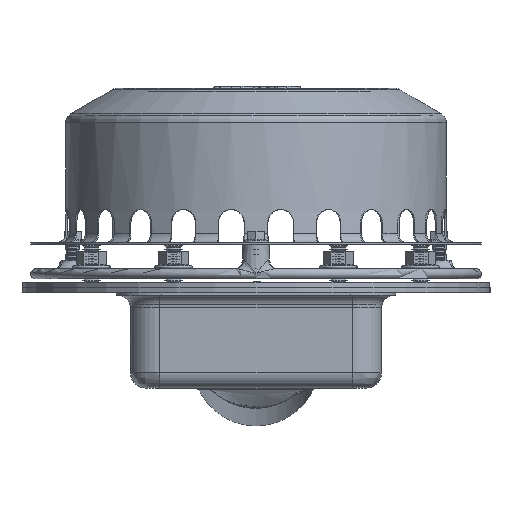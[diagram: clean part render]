
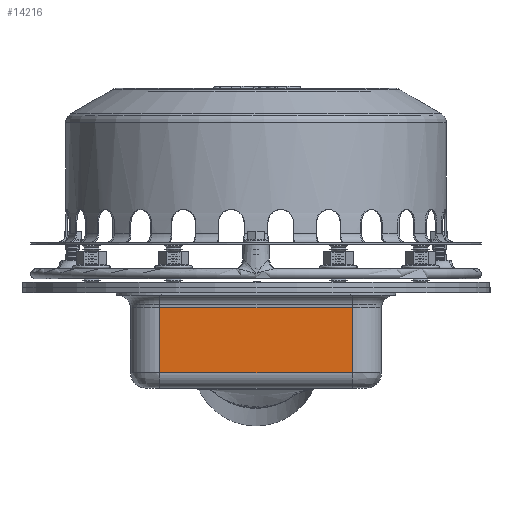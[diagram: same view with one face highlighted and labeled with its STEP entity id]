
A CAD part, left-side view. The second image highlights one B-rep face of the part: STEP entity #14216.
In plain terms, the highlighted planar face has unit normal (-1, 0, 0).
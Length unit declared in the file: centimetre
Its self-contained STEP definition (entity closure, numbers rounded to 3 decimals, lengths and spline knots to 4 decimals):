
#809=PLANE('',#15177);
#1252=FACE_OUTER_BOUND('',#2160,.T.);
#2160=EDGE_LOOP('',(#9518,#9519,#9520,#9521));
#3183=LINE('',#21747,#4004);
#3185=LINE('',#21756,#4006);
#3186=LINE('',#21757,#4007);
#3187=LINE('',#21758,#4008);
#4004=VECTOR('',#17128,1.);
#4006=VECTOR('',#17136,1.);
#4007=VECTOR('',#17137,1.);
#4008=VECTOR('',#17138,1.);
#5781=VERTEX_POINT('',#21745);
#5782=VERTEX_POINT('',#21746);
#5785=VERTEX_POINT('',#21754);
#5786=VERTEX_POINT('',#21755);
#7191=EDGE_CURVE('',#5781,#5782,#3183,.T.);
#7195=EDGE_CURVE('',#5785,#5786,#3185,.T.);
#7196=EDGE_CURVE('',#5786,#5781,#3186,.T.);
#7197=EDGE_CURVE('',#5785,#5782,#3187,.T.);
#9518=ORIENTED_EDGE('',*,*,#7195,.T.);
#9519=ORIENTED_EDGE('',*,*,#7196,.T.);
#9520=ORIENTED_EDGE('',*,*,#7191,.T.);
#9521=ORIENTED_EDGE('',*,*,#7197,.F.);
#14216=ADVANCED_FACE('',(#1252),#809,.T.);
#15177=AXIS2_PLACEMENT_3D('',#21753,#17134,#17135);
#17128=DIRECTION('',(0.,1.,0.));
#17134=DIRECTION('center_axis',(-1.,0.,0.));
#17135=DIRECTION('ref_axis',(0.,0.,
1.));
#17136=DIRECTION('',(0.,-1.,0.));
#17137=DIRECTION('',(0.,0.,1.));
#17138=DIRECTION('',(0.,0.,1.));
#21745=CARTESIAN_POINT('',(256.209,274.0937,-8.5));
#21746=CARTESIAN_POINT('',(256.209,385.0937,-8.5));
#21747=CARTESIAN_POINT('',(256.209,329.5937,-8.5));
#21753=CARTESIAN_POINT('Origin',(256.209,329.5937,-10.5083));
#21754=CARTESIAN_POINT('',(256.209,385.0937,-46.));
#21755=CARTESIAN_POINT('',(256.209,274.0937,-46.));
#21756=CARTESIAN_POINT('',(256.209,311.0937,-46.));
#21757=CARTESIAN_POINT('',(256.209,274.0937,-55.));
#21758=CARTESIAN_POINT('',(256.209,385.0937,-55.));
